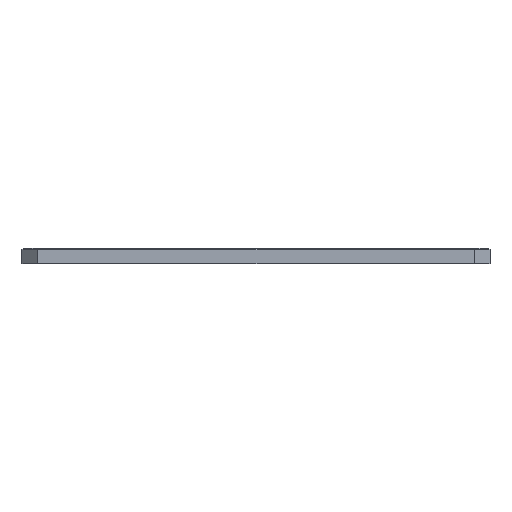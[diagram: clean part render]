
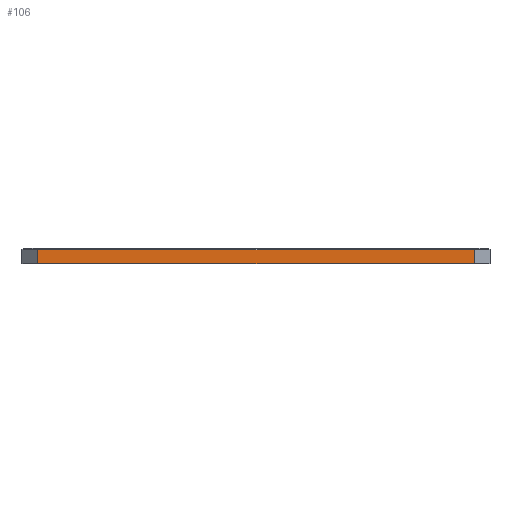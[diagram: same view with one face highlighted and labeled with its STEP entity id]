
A CAD part, left-side view. The second image highlights one B-rep face of the part: STEP entity #106.
In plain terms, the highlighted planar face has unit normal (-1, 0, 0).
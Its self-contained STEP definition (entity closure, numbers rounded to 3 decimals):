
#106=ADVANCED_FACE('NONE',(#239),#240,.F.);
#239=FACE_OUTER_BOUND('',#428,.T.);
#240=PLANE('',#429);
#428=EDGE_LOOP('',(#691,#692,#693,#694));
#429=AXIS2_PLACEMENT_3D('',#695,#696,#697);
#691=ORIENTED_EDGE('',*,*,#1115,.T.);
#692=ORIENTED_EDGE('',*,*,#1116,.T.);
#693=ORIENTED_EDGE('',*,*,#1117,.T.);
#694=ORIENTED_EDGE('',*,*,#1118,.T.);
#695=CARTESIAN_POINT('',(0.,150.0,0.));
#696=DIRECTION('',(1.0,0.,0.0));
#697=DIRECTION('',(0.,1.0,0.0));
#1115=EDGE_CURVE('',#1365,#1366,#1367,.T.);
#1116=EDGE_CURVE('',#1366,#1368,#1369,.T.);
#1117=EDGE_CURVE('',#1368,#1370,#1371,.T.);
#1118=EDGE_CURVE('',#1370,#1365,#1372,.T.);
#1365=VERTEX_POINT('',#1671);
#1366=VERTEX_POINT('',#1672);
#1367=LINE('',#1673,#1674);
#1368=VERTEX_POINT('',#1675);
#1369=LINE('',#1676,#1677);
#1370=VERTEX_POINT('',#1678);
#1371=LINE('',#1679,#1680);
#1372=LINE('',#1681,#1682);
#1671=CARTESIAN_POINT('',(0.0,5.0,-5.0));
#1672=CARTESIAN_POINT('',(0.0,5.,-0.5));
#1673=CARTESIAN_POINT('',(0.0,5.0,-5.0));
#1674=VECTOR('',#1968,1.0);
#1675=CARTESIAN_POINT('',(0.,145.0,-0.5));
#1676=CARTESIAN_POINT('',(0.0,5.0,-0.5));
#1677=VECTOR('',#1969,1.0);
#1678=CARTESIAN_POINT('',(0.,145.0,-5.0));
#1679=CARTESIAN_POINT('',(0.,145.0,-0.5));
#1680=VECTOR('',#1970,1.0);
#1681=CARTESIAN_POINT('',(0.,145.0,-5.0));
#1682=VECTOR('',#1971,1.0);
#1968=DIRECTION('',(0.0,0.0,1.0));
#1969=DIRECTION('',(0.,1.0,0.0));
#1970=DIRECTION('',(0.0,0.0,-1.0));
#1971=DIRECTION('',(0.,-1.0,0.0));
